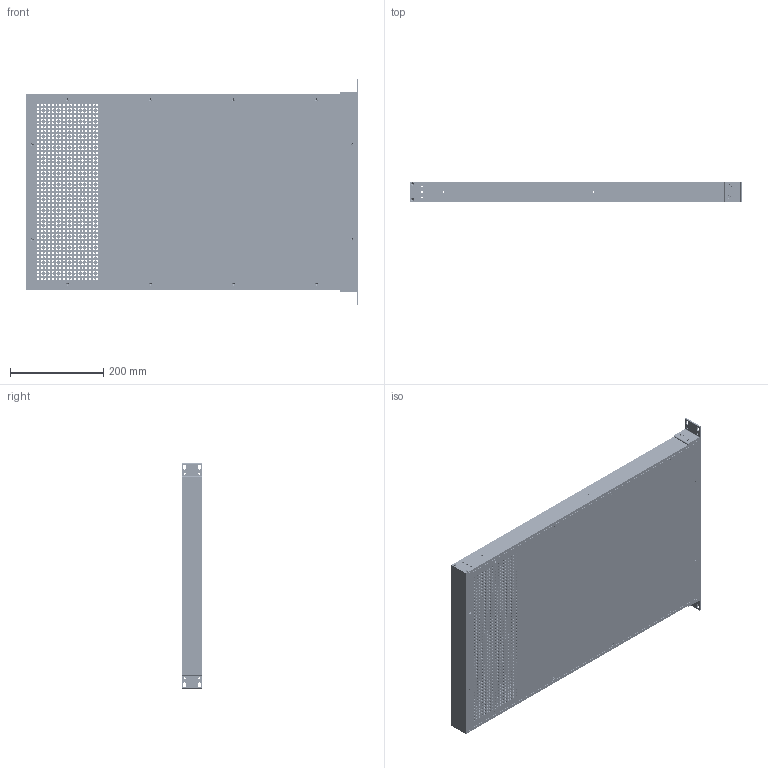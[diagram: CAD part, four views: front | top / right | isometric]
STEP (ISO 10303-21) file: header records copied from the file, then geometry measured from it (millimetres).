
FILE_DESCRIPTION (( 'STEP AP214' ), '1' );
FILE_NAME ('RM1U1928VBK.STEP', '2021-09-10T16:24:18', ( '' ), ( '' ), 'SwSTEP 2.0', 'SolidWorks 2021', '' );
FILE_SCHEMA (( 'AUTOMOTIVE_DESIGN' ));
Length unit declared in the file: inch
Products named in the file (1): RM1U1928VBK
Bounding box: 711.18 x 43.7 x 482.61 mm (x, y, z)
Volume: 1495168 mm3; surface area: 1509428.1 mm2
Topology: 68 solids, 68 shells, 4262 faces, 11426 edges, 7244 vertices
Faces by surface type: cylinder 2254, plane 1076, bspline 480, cone 356, torus 96
Full cylindrical faces by diameter (mm): 2.845 x24, 3.505 x8, 3.962 x8, 3.988 x4, 4 x32, 4.039 x6, 4.064 x24, 4.2 x16, 4.3 x8, 4.496 x1632, 4.826 x4, 5 x4, 5.08 x24, 6.045 x8, 9.144 x4
Entity records: 198651 total; most frequent: CARTESIAN_POINT 37083, DIRECTION 21642, ORIENTED_EDGE 18360, EDGE_LOOP 9764, AXIS2_PLACEMENT_3D 9495, EDGE_CURVE 9180, VERTEX_POINT 7032, FACE_OUTER_BOUND 6068
